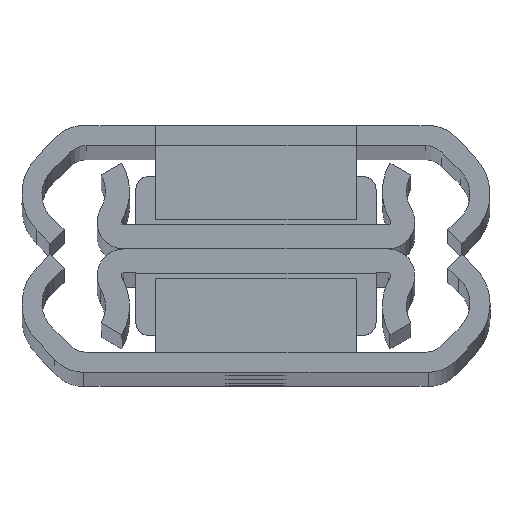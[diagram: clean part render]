
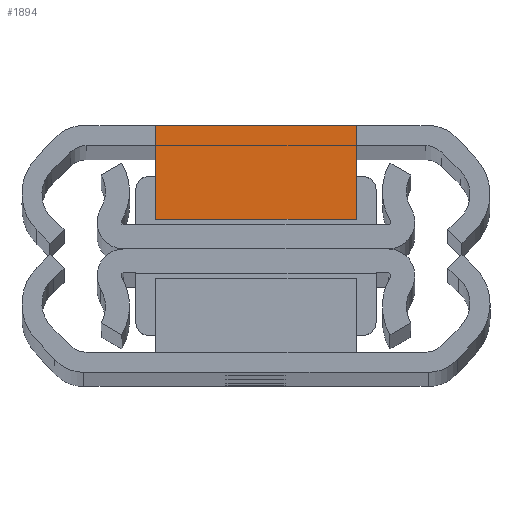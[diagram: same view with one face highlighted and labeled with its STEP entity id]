
A CAD part, top view. The second image highlights one B-rep face of the part: STEP entity #1894.
In plain terms, the highlighted face is planar.
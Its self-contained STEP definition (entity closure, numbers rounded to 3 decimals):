
#24 = EDGE_CURVE ( 'NONE', #3294, #3167, #371, .T. ) ;
#135 = EDGE_CURVE ( 'NONE', #3145, #3157, #548, .T. ) ;
#155 = EDGE_CURVE ( 'NONE', #3137, #3145, #581, .T. ) ;
#209 = EDGE_CURVE ( 'NONE', #3157, #3167, #882, .T. ) ;
#217 = EDGE_CURVE ( 'NONE', #3325, #3137, #894, .T. ) ;
#232 = EDGE_CURVE ( 'NONE', #3325, #3294, #919, .T. ) ;
#366 = VECTOR ( 'NONE', #3238, 1000. ) ;
#371 = LINE ( 'NONE', #3251, #366 ) ;
#548 = LINE ( 'NONE', #2132, #553 ) ;
#553 = VECTOR ( 'NONE', #2134, 1000. ) ;
#581 = LINE ( 'NONE', #2173, #589 ) ;
#589 = VECTOR ( 'NONE', #2181, 1000. ) ;
#758 = AXIS2_PLACEMENT_3D ( 'NONE', #2811, #2817, #2818 ) ;
#882 = LINE ( 'NONE', #2297, #884 ) ;
#884 = VECTOR ( 'NONE', #2307, 1000. ) ;
#894 = LINE ( 'NONE', #2327, #895 ) ;
#895 = VECTOR ( 'NONE', #2328, 1000. ) ;
#919 = LINE ( 'NONE', #2362, #920 ) ;
#920 = VECTOR ( 'NONE', #2363, 1000. ) ;
#1162 = FACE_OUTER_BOUND ( 'NONE', #1526, .T. ) ;
#1526 = EDGE_LOOP ( 'NONE', ( #3226, #3230, #3222, #3227, #1534, #1535 ) ) ;
#1534 = ORIENTED_EDGE ( 'NONE', *, *, #24, .F. ) ;
#1535 = ORIENTED_EDGE ( 'NONE', *, *, #232, .F. ) ;
#1894 = ADVANCED_FACE ( 'NONE', ( #1162 ), #2808, .F. ) ;
#2132 = CARTESIAN_POINT ( 'NONE',  ( -7.5, -2.78, -300.3 ) ) ;
#2134 = DIRECTION ( 'NONE',  ( 1., 0., 0. ) ) ;
#2173 = CARTESIAN_POINT ( 'NONE',  ( -7.5, -8.28, -300.3 ) ) ;
#2181 = DIRECTION ( 'NONE',  ( 0., 1., 0. ) ) ;
#2297 = CARTESIAN_POINT ( 'NONE',  ( 7.5, -2.78, -300.3 ) ) ;
#2307 = DIRECTION ( 'NONE',  ( 0., -1., 0. ) ) ;
#2327 = CARTESIAN_POINT ( 'NONE',  ( -7.5, -9.78, -300.3 ) ) ;
#2328 = DIRECTION ( 'NONE',  ( 0., 1., 0. ) ) ;
#2362 = CARTESIAN_POINT ( 'NONE',  ( 7.5, -9.78, -300.3 ) ) ;
#2363 = DIRECTION ( 'NONE',  ( 1., 0., 0. ) ) ;
#2808 = PLANE ( 'NONE',  #758 ) ;
#2811 = CARTESIAN_POINT ( 'NONE',  ( 7.5, -9.78, -300.3 ) ) ;
#2817 = DIRECTION ( 'NONE',  ( 0., 0., 1. ) ) ;
#2818 = DIRECTION ( 'NONE',  ( 1., 0., 0. ) ) ;
#2885 = CARTESIAN_POINT ( 'NONE',  ( -7.5, -8.28, -300.3 ) ) ;
#2895 = CARTESIAN_POINT ( 'NONE',  ( -7.5, -2.78, -300.3 ) ) ;
#2906 = CARTESIAN_POINT ( 'NONE',  ( 7.5, -2.78, -300.3 ) ) ;
#2915 = CARTESIAN_POINT ( 'NONE',  ( 7.5, -8.28, -300.3 ) ) ;
#2930 = CARTESIAN_POINT ( 'NONE',  ( 7.5, -9.78, -300.3 ) ) ;
#2958 = CARTESIAN_POINT ( 'NONE',  ( -7.5, -9.78, -300.3 ) ) ;
#3137 = VERTEX_POINT ( 'NONE', #2885 ) ;
#3145 = VERTEX_POINT ( 'NONE', #2895 ) ;
#3157 = VERTEX_POINT ( 'NONE', #2906 ) ;
#3167 = VERTEX_POINT ( 'NONE', #2915 ) ;
#3222 = ORIENTED_EDGE ( 'NONE', *, *, #135, .T. ) ;
#3226 = ORIENTED_EDGE ( 'NONE', *, *, #217, .T. ) ;
#3227 = ORIENTED_EDGE ( 'NONE', *, *, #209, .T. ) ;
#3230 = ORIENTED_EDGE ( 'NONE', *, *, #155, .T. ) ;
#3238 = DIRECTION ( 'NONE',  ( 0., 1., 0. ) ) ;
#3251 = CARTESIAN_POINT ( 'NONE',  ( 7.5, -9.78, -300.3 ) ) ;
#3294 = VERTEX_POINT ( 'NONE', #2930 ) ;
#3325 = VERTEX_POINT ( 'NONE', #2958 ) ;
